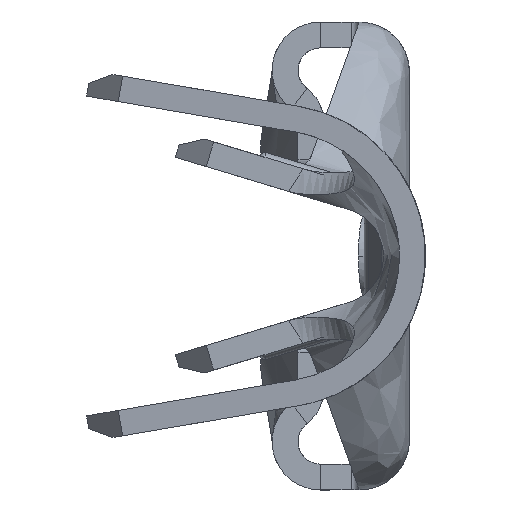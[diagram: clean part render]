
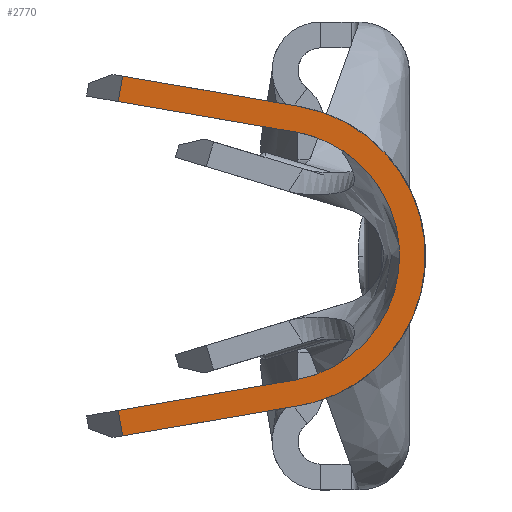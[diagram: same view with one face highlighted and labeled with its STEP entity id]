
A CAD part, left-side view. The second image highlights one B-rep face of the part: STEP entity #2770.
In plain terms, the highlighted planar face has unit normal (-0.996, 0.087, 0).
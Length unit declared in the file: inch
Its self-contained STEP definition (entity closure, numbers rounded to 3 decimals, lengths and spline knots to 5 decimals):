
#222 = CARTESIAN_POINT ( 'NONE',  ( -0.75, -0.022, -0.19685 ) ) ;
#243 = ORIENTED_EDGE ( 'NONE', *, *, #9810, .F. ) ;
#1058 = CARTESIAN_POINT ( 'NONE',  ( -0.74317, 0.05608, -0.09264 ) ) ;
#1177 = DIRECTION ( 'NONE',  ( -0.086, -0.982, 0.169 ) ) ;
#1324 = CARTESIAN_POINT ( 'NONE',  ( -0.75283, -0.0544, 0.05742 ) ) ;
#1487 = VERTEX_POINT ( 'NONE', #8582 ) ;
#1851 = VECTOR ( 'NONE', #6054, 39.37008 ) ;
#1904 = CARTESIAN_POINT ( 'NONE',  ( -0.7551, -0.08032, -0.0692 ) ) ;
#2089 = VERTEX_POINT ( 'NONE', #6194 ) ;
#2217 = VERTEX_POINT ( 'NONE', #12175 ) ;
#2670 = DIRECTION ( 'NONE',  ( -0.015, -0.169, -0.985 ) ) ;
#2770 = ADVANCED_FACE ( 'NONE', ( #13559 ), #10162, .F. ) ;
#3248 = LINE ( 'NONE', #4978, #1851 ) ;
#3381 = EDGE_LOOP ( 'NONE', ( #11128, #7550, #243, #9477, #12922, #7618, #13627, #6736 ) ) ;
#3510 = CARTESIAN_POINT ( 'NONE',  ( -0.73335, 0.16836, 0.0957 ) ) ;
#3798 = VERTEX_POINT ( 'NONE', #14259 ) ;
#4056 = VECTOR ( 'NONE', #11268, 39.37008 ) ;
#4098 = LINE ( 'NONE', #7388, #9620 ) ;
#4105 = VECTOR ( 'NONE', #2670, 39.37008 ) ;
#4483 = VECTOR ( 'NONE', #6638, 39.37008 ) ;
#4615 = CARTESIAN_POINT ( 'NONE',  ( -0.75283, -0.0544, -0.05742 ) ) ;
#4680 = DIRECTION ( 'NONE',  ( 0.087, 0.996, 0. ) ) ;
#4978 = CARTESIAN_POINT ( 'NONE',  ( -0.74253, 0.06335, -0.09389 ) ) ;
#5118 = AXIS2_PLACEMENT_3D ( 'NONE', #222, #11239, #4680 ) ;
#5480 = VECTOR ( 'NONE', #1177, 39.37008 ) ;
#6054 = DIRECTION ( 'NONE',  ( 0.086, 0.982, -0.169 ) ) ;
#6194 = CARTESIAN_POINT ( 'NONE',  ( -0.73358, 0.16565, 0.11147 ) ) ;
#6277 = DIRECTION ( 'NONE',  ( -0.086, -0.982, -0.169 ) ) ;
#6553 = EDGE_CURVE ( 'NONE', #10095, #12674, #10563, .T. ) ;
#6638 = DIRECTION ( 'NONE',  ( 0.015, 0.169, -0.985 ) ) ;
#6663 = CARTESIAN_POINT ( 'NONE',  ( -0.7423, 0.06604, -0.07812 ) ) ;
#6736 = ORIENTED_EDGE ( 'NONE', *, *, #8606, .F. ) ;
#6798 = CARTESIAN_POINT ( 'NONE',  ( -0.74293, 0.05879, -0.07687 ) ) ;
#6963 = LINE ( 'NONE', #10180, #4056 ) ;
#7385 = CARTESIAN_POINT ( 'NONE',  ( -0.7551, -0.08032, 0.0692 ) ) ;
#7387 = LINE ( 'NONE', #13254, #4483 ) ;
#7388 = CARTESIAN_POINT ( 'NONE',  ( -0.74253, 0.06335, 0.09389 ) ) ;
#7550 = ORIENTED_EDGE ( 'NONE', *, *, #9243, .T. ) ;
#7618 = ORIENTED_EDGE ( 'NONE', *, *, #7747, .T. ) ;
#7747 = EDGE_CURVE ( 'NONE', #2089, #8590, #7387, .T. ) ;
#8582 = CARTESIAN_POINT ( 'NONE',  ( -0.73358, 0.16565, -0.11147 ) ) ;
#8590 = VERTEX_POINT ( 'NONE', #3510 ) ;
#8606 = EDGE_CURVE ( 'NONE', #3798, #2217, #11335, .T. ) ;
#9038 = CARTESIAN_POINT ( 'NONE',  ( -0.74293, 0.05879, 0.07687 ) ) ;
#9211 = CARTESIAN_POINT ( 'NONE',  ( -0.7353, 0.14598, -0.22594 ) ) ;
#9243 = EDGE_CURVE ( 'NONE', #10799, #1487, #10296, .T. ) ;
#9477 = ORIENTED_EDGE ( 'NONE', *, *, #6553, .F. ) ;
#9620 = VECTOR ( 'NONE', #6277, 39.37008 ) ;
#9631 = CARTESIAN_POINT ( 'NONE',  ( -0.74317, 0.05608, 0.09264 ) ) ;
#9810 = EDGE_CURVE ( 'NONE', #12674, #1487, #3248, .T. ) ;
#10095 = VERTEX_POINT ( 'NONE', #11913 ) ;
#10162 = PLANE ( 'NONE',  #5118 ) ;
#10180 = CARTESIAN_POINT ( 'NONE',  ( -0.7423, 0.06604, 0.07812 ) ) ;
#10296 = LINE ( 'NONE', #9211, #4105 ) ;
#10563 =( BOUNDED_CURVE ( )  B_SPLINE_CURVE ( 3, ( #9631, #7385, #1904, #10706 ),
 .UNSPECIFIED., .F., .T. ) 
 B_SPLINE_CURVE_WITH_KNOTS ( ( 4, 4 ),
 ( 4.88258, 7.68379 ),
 .UNSPECIFIED. ) 
 CURVE ( )  GEOMETRIC_REPRESENTATION_ITEM ( )  RATIONAL_B_SPLINE_CURVE ( ( 1., 0.446, 0.446, 1. ) ) 
 REPRESENTATION_ITEM ( '' )  );
#10706 = CARTESIAN_POINT ( 'NONE',  ( -0.74317, 0.05608, -0.09264 ) ) ;
#10799 = VERTEX_POINT ( 'NONE', #11041 ) ;
#10803 = EDGE_CURVE ( 'NONE', #10799, #3798, #14255, .T. ) ;
#11041 = CARTESIAN_POINT ( 'NONE',  ( -0.73335, 0.16836, -0.0957 ) ) ;
#11128 = ORIENTED_EDGE ( 'NONE', *, *, #10803, .F. ) ;
#11239 = DIRECTION ( 'NONE',  ( 0.996, -0.087, 0. ) ) ;
#11268 = DIRECTION ( 'NONE',  ( 0.086, 0.982, 0.169 ) ) ;
#11335 =( BOUNDED_CURVE ( )  B_SPLINE_CURVE ( 3, ( #6798, #4615, #1324, #9038 ),
 .UNSPECIFIED., .F., .T. ) 
 B_SPLINE_CURVE_WITH_KNOTS ( ( 4, 4 ),
 ( 4.88258, 7.68379 ),
 .UNSPECIFIED. ) 
 CURVE ( )  GEOMETRIC_REPRESENTATION_ITEM ( )  RATIONAL_B_SPLINE_CURVE ( ( 1., 0.446, 0.446, 1. ) ) 
 REPRESENTATION_ITEM ( '' )  );
#11913 = CARTESIAN_POINT ( 'NONE',  ( -0.74317, 0.05608, 0.09264 ) ) ;
#12086 = EDGE_CURVE ( 'NONE', #2089, #10095, #4098, .T. ) ;
#12175 = CARTESIAN_POINT ( 'NONE',  ( -0.74293, 0.05879, 0.07687 ) ) ;
#12674 = VERTEX_POINT ( 'NONE', #1058 ) ;
#12922 = ORIENTED_EDGE ( 'NONE', *, *, #12086, .F. ) ;
#13254 = CARTESIAN_POINT ( 'NONE',  ( -0.72956, 0.21168, -0.15638 ) ) ;
#13559 = FACE_OUTER_BOUND ( 'NONE', #3381, .T. ) ;
#13627 = ORIENTED_EDGE ( 'NONE', *, *, #14035, .F. ) ;
#14035 = EDGE_CURVE ( 'NONE', #2217, #8590, #6963, .T. ) ;
#14255 = LINE ( 'NONE', #6663, #5480 ) ;
#14259 = CARTESIAN_POINT ( 'NONE',  ( -0.74293, 0.05879, -0.07687 ) ) ;
